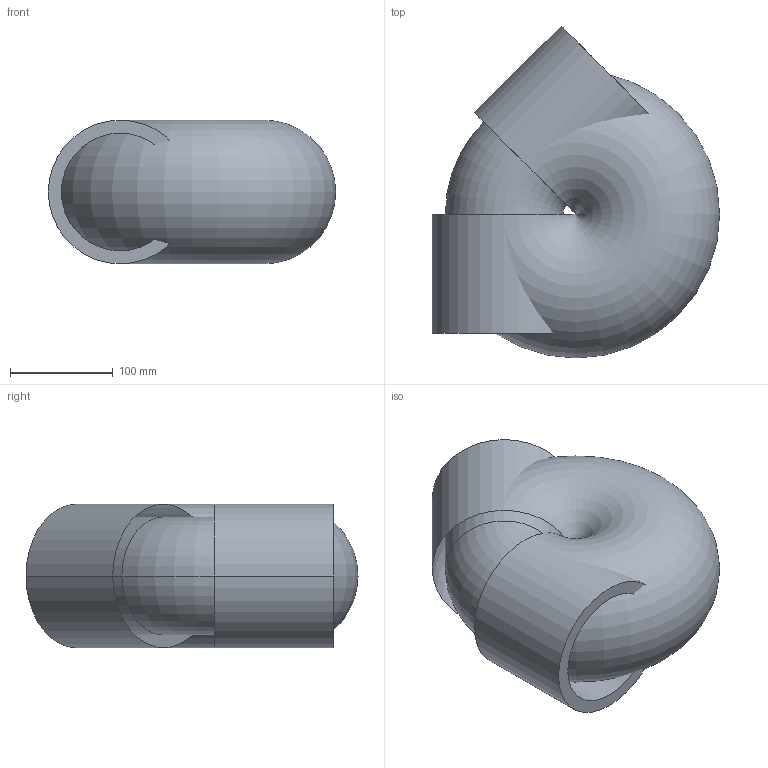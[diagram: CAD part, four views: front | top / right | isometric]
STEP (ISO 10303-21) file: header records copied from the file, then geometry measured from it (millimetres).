
FILE_DESCRIPTION (( 'STEP AP203' ), '1' );
FILE_NAME ('Elbow 45° SDR11 001 117 0022 0140.step', '2019-11-25T12:49:55', ( '' ), ( '' ), 'SwSTEP 2.0', 'SolidWorks 2019', '' );
FILE_SCHEMA (( 'CONFIG_CONTROL_DESIGN' ));
Length unit declared in the file: millimetre
Products named in the file (1): Elbow 45° SDR11 001 117 0022 0140
Bounding box: 280 x 323.49 x 140 mm (x, y, z)
Volume: 5295185.8 mm3; surface area: 387581.9 mm2
Topology: 1 solids, 1 shells, 13 faces, 28 edges, 15 vertices
Faces by surface type: cylinder 8, torus 3, plane 2
Entity records: 423 total; most frequent: DIRECTION 72, CARTESIAN_POINT 55, ORIENTED_EDGE 52, AXIS2_PLACEMENT_3D 32, EDGE_CURVE 26, CIRCLE 18, VERTEX_POINT 15, EDGE_LOOP 15
